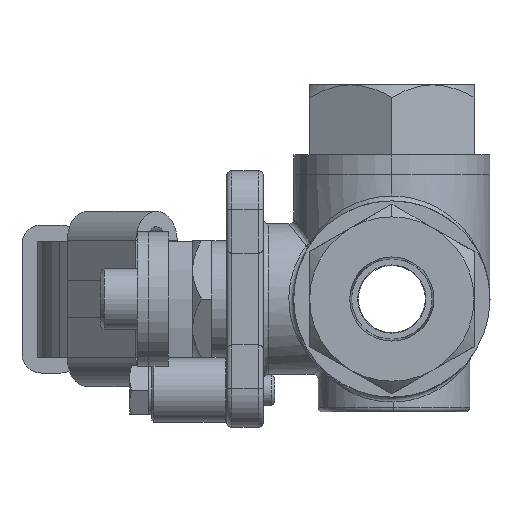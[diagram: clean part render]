
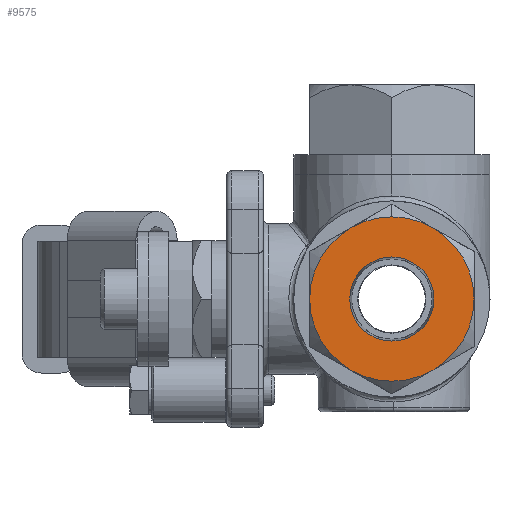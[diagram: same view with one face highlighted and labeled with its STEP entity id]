
A CAD part, left-side view. The second image highlights one B-rep face of the part: STEP entity #9575.
In plain terms, the highlighted planar face has unit normal (-1, 0, 0).
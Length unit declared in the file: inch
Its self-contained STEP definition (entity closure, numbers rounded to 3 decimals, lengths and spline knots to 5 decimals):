
#95 = EDGE_CURVE ( 'NONE', #2791, #16192, #9680, .T. ) ;
#368 = CIRCLE ( 'NONE', #14473, 0.5275 ) ;
#533 = EDGE_CURVE ( 'NONE', #3759, #15279, #9034, .T. ) ;
#606 = DIRECTION ( 'NONE',  ( 0., 0., 1. ) ) ;
#632 = DIRECTION ( 'NONE',  ( 0., 0., 1. ) ) ;
#1212 = ORIENTED_EDGE ( 'NONE', *, *, #1684, .T. ) ;
#1388 = PLANE ( 'NONE',  #3124 ) ;
#1684 = EDGE_CURVE ( 'NONE', #6568, #11715, #6922, .T. ) ;
#1817 = CIRCLE ( 'NONE', #9105, 0.27002 ) ;
#2019 = DIRECTION ( 'NONE',  ( -1., 0., 0. ) ) ;
#2044 = CARTESIAN_POINT ( 'NONE',  ( -1.375, 0.5275, 0. ) ) ;
#2053 = DIRECTION ( 'NONE',  ( 0., 0., 1. ) ) ;
#2139 = CARTESIAN_POINT ( 'NONE',  ( -1.375, 0., 0. ) ) ;
#2154 = DIRECTION ( 'NONE',  ( -1., 0., 0. ) ) ;
#2321 = CIRCLE ( 'NONE', #9599, 0.5275 ) ;
#2568 = CARTESIAN_POINT ( 'NONE',  ( -1.375, 0., 0.6091 ) ) ;
#2790 = CARTESIAN_POINT ( 'NONE',  ( -1.375, 0., 0. ) ) ;
#2791 = VERTEX_POINT ( 'NONE', #14966 ) ;
#2811 = FACE_BOUND ( 'NONE', #3371, .T. ) ;
#2901 = DIRECTION ( 'NONE',  ( 0., 0., 1. ) ) ;
#3124 = AXIS2_PLACEMENT_3D ( 'NONE', #2568, #13969, #2901 ) ;
#3289 = CARTESIAN_POINT ( 'NONE',  ( -1.375, 0.26375, -0.45683 ) ) ;
#3371 = EDGE_LOOP ( 'NONE', ( #9389, #14791 ) ) ;
#3483 = AXIS2_PLACEMENT_3D ( 'NONE', #15926, #6896, #9687 ) ;
#3759 = VERTEX_POINT ( 'NONE', #9427 ) ;
#3982 = DIRECTION ( 'NONE',  ( 0., 0., 1. ) ) ;
#4016 = EDGE_CURVE ( 'NONE', #4824, #12396, #2321, .T. ) ;
#4143 = CARTESIAN_POINT ( 'NONE',  ( -1.375, 0., 0. ) ) ;
#4383 = DIRECTION ( 'NONE',  ( 0., 0., 1. ) ) ;
#4824 = VERTEX_POINT ( 'NONE', #2044 ) ;
#5511 = EDGE_CURVE ( 'NONE', #12396, #11600, #14427, .T. ) ;
#5554 = ORIENTED_EDGE ( 'NONE', *, *, #12027, .T. ) ;
#5619 = DIRECTION ( 'NONE',  ( -1., 0., 0. ) ) ;
#5862 = ORIENTED_EDGE ( 'NONE', *, *, #533, .T. ) ;
#5866 = AXIS2_PLACEMENT_3D ( 'NONE', #2139, #5619, #2053 ) ;
#5879 = DIRECTION ( 'NONE',  ( 0., 0., 1. ) ) ;
#6111 = EDGE_CURVE ( 'NONE', #16192, #2791, #1817, .T. ) ;
#6568 = VERTEX_POINT ( 'NONE', #8375 ) ;
#6806 = CARTESIAN_POINT ( 'NONE',  ( -1.375, 0., 0. ) ) ;
#6886 = CARTESIAN_POINT ( 'NONE',  ( -1.375, 0.26375, 0.45683 ) ) ;
#6896 = DIRECTION ( 'NONE',  ( -1., 0., 0. ) ) ;
#6922 = CIRCLE ( 'NONE', #5866, 0.5275 ) ;
#7515 = FACE_OUTER_BOUND ( 'NONE', #15113, .T. ) ;
#8375 = CARTESIAN_POINT ( 'NONE',  ( -1.375, 0., 0.5275 ) ) ;
#8575 = AXIS2_PLACEMENT_3D ( 'NONE', #2790, #15122, #10028 ) ;
#8748 = DIRECTION ( 'NONE',  ( -1., 0., 0. ) ) ;
#9034 = CIRCLE ( 'NONE', #3483, 0.5275 ) ;
#9093 = CARTESIAN_POINT ( 'NONE',  ( -1.375, 0., 0.27002 ) ) ;
#9105 = AXIS2_PLACEMENT_3D ( 'NONE', #15061, #8748, #16053 ) ;
#9116 = DIRECTION ( 'NONE',  ( -1., 0., 0. ) ) ;
#9249 = EDGE_CURVE ( 'NONE', #11715, #4824, #14565, .T. ) ;
#9389 = ORIENTED_EDGE ( 'NONE', *, *, #6111, .F. ) ;
#9427 = CARTESIAN_POINT ( 'NONE',  ( -1.375, -0.5275, 0. ) ) ;
#9541 = ORIENTED_EDGE ( 'NONE', *, *, #5511, .T. ) ;
#9575 = ADVANCED_FACE ( 'NONE', ( #2811, #7515 ), #1388, .T. ) ;
#9599 = AXIS2_PLACEMENT_3D ( 'NONE', #11842, #2019, #632 ) ;
#9680 = CIRCLE ( 'NONE', #15965, 0.27002 ) ;
#9687 = DIRECTION ( 'NONE',  ( 0., 0., 1. ) ) ;
#9789 = EDGE_CURVE ( 'NONE', #15279, #6568, #13034, .T. ) ;
#10028 = DIRECTION ( 'NONE',  ( 0., 0., 1. ) ) ;
#10744 = ORIENTED_EDGE ( 'NONE', *, *, #4016, .T. ) ;
#11600 = VERTEX_POINT ( 'NONE', #13530 ) ;
#11715 = VERTEX_POINT ( 'NONE', #6886 ) ;
#11842 = CARTESIAN_POINT ( 'NONE',  ( -1.375, 0., 0. ) ) ;
#12027 = EDGE_CURVE ( 'NONE', #11600, #3759, #368, .T. ) ;
#12396 = VERTEX_POINT ( 'NONE', #3289 ) ;
#12568 = CARTESIAN_POINT ( 'NONE',  ( -1.375, -0.26375, 0.45683 ) ) ;
#13034 = CIRCLE ( 'NONE', #8575, 0.5275 ) ;
#13530 = CARTESIAN_POINT ( 'NONE',  ( -1.375, -0.26375, -0.45683 ) ) ;
#13844 = CARTESIAN_POINT ( 'NONE',  ( -1.375, 0., 0. ) ) ;
#13969 = DIRECTION ( 'NONE',  ( -1., 0., 0. ) ) ;
#14016 = DIRECTION ( 'NONE',  ( -1., 0., 0. ) ) ;
#14329 = DIRECTION ( 'NONE',  ( -1., 0., 0. ) ) ;
#14427 = CIRCLE ( 'NONE', #15752, 0.5275 ) ;
#14473 = AXIS2_PLACEMENT_3D ( 'NONE', #14550, #2154, #5879 ) ;
#14550 = CARTESIAN_POINT ( 'NONE',  ( -1.375, 0., 0. ) ) ;
#14565 = CIRCLE ( 'NONE', #16169, 0.5275 ) ;
#14791 = ORIENTED_EDGE ( 'NONE', *, *, #95, .F. ) ;
#14966 = CARTESIAN_POINT ( 'NONE',  ( -1.375, 0., -0.27002 ) ) ;
#15061 = CARTESIAN_POINT ( 'NONE',  ( -1.375, 0., 0. ) ) ;
#15113 = EDGE_LOOP ( 'NONE', ( #16054, #1212, #15890, #10744, #9541, #5554, #5862 ) ) ;
#15122 = DIRECTION ( 'NONE',  ( -1., 0., 0. ) ) ;
#15279 = VERTEX_POINT ( 'NONE', #12568 ) ;
#15752 = AXIS2_PLACEMENT_3D ( 'NONE', #13844, #14016, #3982 ) ;
#15890 = ORIENTED_EDGE ( 'NONE', *, *, #9249, .T. ) ;
#15926 = CARTESIAN_POINT ( 'NONE',  ( -1.375, 0., 0. ) ) ;
#15965 = AXIS2_PLACEMENT_3D ( 'NONE', #6806, #14329, #606 ) ;
#16053 = DIRECTION ( 'NONE',  ( 0., 0., 1. ) ) ;
#16054 = ORIENTED_EDGE ( 'NONE', *, *, #9789, .T. ) ;
#16169 = AXIS2_PLACEMENT_3D ( 'NONE', #4143, #9116, #4383 ) ;
#16192 = VERTEX_POINT ( 'NONE', #9093 ) ;
